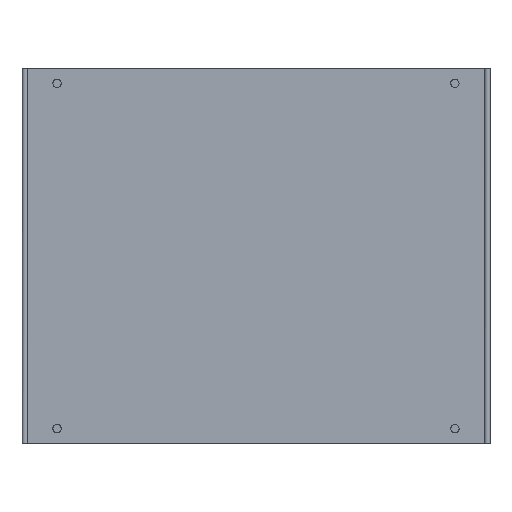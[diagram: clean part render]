
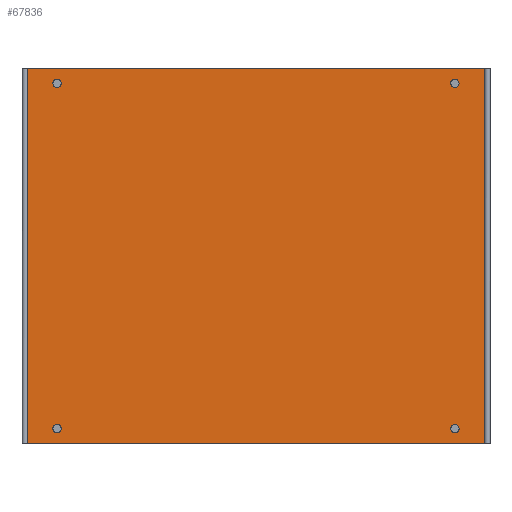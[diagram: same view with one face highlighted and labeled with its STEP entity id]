
A CAD part, left-side view. The second image highlights one B-rep face of the part: STEP entity #67836.
In plain terms, the highlighted free-form (B-spline) face has degree [1, 1] with [2, 2] control points.
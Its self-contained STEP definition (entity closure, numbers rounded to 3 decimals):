
#62208 = EDGE_CURVE('',#62209,#62209,#62211,.T.);
#62209 = VERTEX_POINT('',#62210);
#62210 = CARTESIAN_POINT('',(-349.538,206.065,
    -278.284));
#62211 = ( BOUNDED_CURVE() B_SPLINE_CURVE(2,(#62212,#62213,#62214,#62215
    ,#62216,#62217,#62218),.UNSPECIFIED.,.T.,.F.) 
B_SPLINE_CURVE_WITH_KNOTS((3,2,2,3),(3.142,5.236,
7.33,9.425),.PIECEWISE_BEZIER_KNOTS.) CURVE() 
GEOMETRIC_REPRESENTATION_ITEM() RATIONAL_B_SPLINE_CURVE((1.,0.5,1.,0.5,
1.,0.5,1.)) REPRESENTATION_ITEM('') );
#62212 = CARTESIAN_POINT('',(-349.538,206.065,
    -278.284));
#62213 = CARTESIAN_POINT('',(-349.538,195.73,
    -278.284));
#62214 = CARTESIAN_POINT('',(-349.538,200.897,
    -287.234));
#62215 = CARTESIAN_POINT('',(-349.538,206.065,
    -296.185));
#62216 = CARTESIAN_POINT('',(-349.538,211.233,
    -287.234));
#62217 = CARTESIAN_POINT('',(-349.538,216.4,
    -278.284));
#62218 = CARTESIAN_POINT('',(-349.538,206.065,
    -278.284));
#62260 = EDGE_CURVE('',#62261,#62261,#62263,.T.);
#62261 = VERTEX_POINT('',#62262);
#62262 = CARTESIAN_POINT('',(-349.538,-357.497,
    -278.284));
#62263 = ( BOUNDED_CURVE() B_SPLINE_CURVE(2,(#62264,#62265,#62266,#62267
    ,#62268,#62269,#62270),.UNSPECIFIED.,.T.,.F.) 
B_SPLINE_CURVE_WITH_KNOTS((3,2,2,3),(3.142,5.236,
7.33,9.425),.PIECEWISE_BEZIER_KNOTS.) CURVE() 
GEOMETRIC_REPRESENTATION_ITEM() RATIONAL_B_SPLINE_CURVE((1.,0.5,1.,0.5,
1.,0.5,1.)) REPRESENTATION_ITEM('') );
#62264 = CARTESIAN_POINT('',(-349.538,-357.497,
    -278.284));
#62265 = CARTESIAN_POINT('',(-349.538,-367.832,
    -278.284));
#62266 = CARTESIAN_POINT('',(-349.538,-362.665,
    -287.234));
#62267 = CARTESIAN_POINT('',(-349.538,-357.497,
    -296.185));
#62268 = CARTESIAN_POINT('',(-349.538,-352.329,
    -287.234));
#62269 = CARTESIAN_POINT('',(-349.538,-347.162,
    -278.284));
#62270 = CARTESIAN_POINT('',(-349.538,-357.497,
    -278.284));
#62312 = EDGE_CURVE('',#62313,#62313,#62315,.T.);
#62313 = VERTEX_POINT('',#62314);
#62314 = CARTESIAN_POINT('',(-349.538,206.065,
    211.021));
#62315 = ( BOUNDED_CURVE() B_SPLINE_CURVE(2,(#62316,#62317,#62318,#62319
    ,#62320,#62321,#62322),.UNSPECIFIED.,.T.,.F.) 
B_SPLINE_CURVE_WITH_KNOTS((3,2,2,3),(3.142,5.236,
7.33,9.425),.PIECEWISE_BEZIER_KNOTS.) CURVE() 
GEOMETRIC_REPRESENTATION_ITEM() RATIONAL_B_SPLINE_CURVE((1.,0.5,1.,0.5,
1.,0.5,1.)) REPRESENTATION_ITEM('') );
#62316 = CARTESIAN_POINT('',(-349.538,206.065,
    211.021));
#62317 = CARTESIAN_POINT('',(-349.538,195.73,
    211.021));
#62318 = CARTESIAN_POINT('',(-349.538,200.897,
    202.07));
#62319 = CARTESIAN_POINT('',(-349.538,206.065,
    193.119));
#62320 = CARTESIAN_POINT('',(-349.538,211.233,
    202.07));
#62321 = CARTESIAN_POINT('',(-349.538,216.4,
    211.021));
#62322 = CARTESIAN_POINT('',(-349.538,206.065,
    211.021));
#62364 = EDGE_CURVE('',#62365,#62365,#62367,.T.);
#62365 = VERTEX_POINT('',#62366);
#62366 = CARTESIAN_POINT('',(-349.538,-357.497,
    211.021));
#62367 = ( BOUNDED_CURVE() B_SPLINE_CURVE(2,(#62368,#62369,#62370,#62371
    ,#62372,#62373,#62374),.UNSPECIFIED.,.T.,.F.) 
B_SPLINE_CURVE_WITH_KNOTS((3,2,2,3),(3.142,5.236,
7.33,9.425),.PIECEWISE_BEZIER_KNOTS.) CURVE() 
GEOMETRIC_REPRESENTATION_ITEM() RATIONAL_B_SPLINE_CURVE((1.,0.5,1.,0.5,
1.,0.5,1.)) REPRESENTATION_ITEM('') );
#62368 = CARTESIAN_POINT('',(-349.538,-357.497,
    211.021));
#62369 = CARTESIAN_POINT('',(-349.538,-367.832,
    211.021));
#62370 = CARTESIAN_POINT('',(-349.538,-362.665,
    202.07));
#62371 = CARTESIAN_POINT('',(-349.538,-357.497,
    193.119));
#62372 = CARTESIAN_POINT('',(-349.538,-352.329,
    202.07));
#62373 = CARTESIAN_POINT('',(-349.538,-347.162,
    211.021));
#62374 = CARTESIAN_POINT('',(-349.538,-357.497,
    211.021));
#67813 = VERTEX_POINT('',#67814);
#67814 = CARTESIAN_POINT('',(-349.538,247.58,
    -304.804));
#67819 = EDGE_CURVE('',#67820,#67813,#67822,.T.);
#67820 = VERTEX_POINT('',#67821);
#67821 = CARTESIAN_POINT('',(-349.538,247.58,
    225.607));
#67822 = B_SPLINE_CURVE_WITH_KNOTS('',1,(#67823,#67824),.UNSPECIFIED.,
  .F.,.F.,(2,2),(0.,400.),.PIECEWISE_BEZIER_KNOTS.);
#67823 = CARTESIAN_POINT('',(-349.538,247.58,
    225.607));
#67824 = CARTESIAN_POINT('',(-349.538,247.58,
    -304.804));
#67836 = ADVANCED_FACE('',(#67837,#67859,#67862,#67865,#67868),#67871,
  .T.);
#67837 = FACE_BOUND('',#67838,.T.);
#67838 = EDGE_LOOP('',(#67839,#67846,#67853,#67858));
#67839 = ORIENTED_EDGE('',*,*,#67840,.T.);
#67840 = EDGE_CURVE('',#67813,#67841,#67843,.T.);
#67841 = VERTEX_POINT('',#67842);
#67842 = CARTESIAN_POINT('',(-349.538,-399.011,
    -304.804));
#67843 = B_SPLINE_CURVE_WITH_KNOTS('',1,(#67844,#67845),.UNSPECIFIED.,
  .F.,.F.,(2,2),(0.,487.615),
  .PIECEWISE_BEZIER_KNOTS.);
#67844 = CARTESIAN_POINT('',(-349.538,247.58,
    -304.804));
#67845 = CARTESIAN_POINT('',(-349.538,-399.011,
    -304.804));
#67846 = ORIENTED_EDGE('',*,*,#67847,.F.);
#67847 = EDGE_CURVE('',#67848,#67841,#67850,.T.);
#67848 = VERTEX_POINT('',#67849);
#67849 = CARTESIAN_POINT('',(-349.538,-399.011,
    225.607));
#67850 = B_SPLINE_CURVE_WITH_KNOTS('',1,(#67851,#67852),.UNSPECIFIED.,
  .F.,.F.,(2,2),(0.,400.),.PIECEWISE_BEZIER_KNOTS.);
#67851 = CARTESIAN_POINT('',(-349.538,-399.011,
    225.607));
#67852 = CARTESIAN_POINT('',(-349.538,-399.011,
    -304.804));
#67853 = ORIENTED_EDGE('',*,*,#67854,.T.);
#67854 = EDGE_CURVE('',#67848,#67820,#67855,.T.);
#67855 = B_SPLINE_CURVE_WITH_KNOTS('',1,(#67856,#67857),.UNSPECIFIED.,
  .F.,.F.,(2,2),(0.,487.615),.PIECEWISE_BEZIER_KNOTS.);
#67856 = CARTESIAN_POINT('',(-349.538,-399.011,
    225.607));
#67857 = CARTESIAN_POINT('',(-349.538,247.58,
    225.607));
#67858 = ORIENTED_EDGE('',*,*,#67819,.T.);
#67859 = FACE_BOUND('',#67860,.T.);
#67860 = EDGE_LOOP('',(#67861));
#67861 = ORIENTED_EDGE('',*,*,#62208,.T.);
#67862 = FACE_BOUND('',#67863,.T.);
#67863 = EDGE_LOOP('',(#67864));
#67864 = ORIENTED_EDGE('',*,*,#62260,.T.);
#67865 = FACE_BOUND('',#67866,.T.);
#67866 = EDGE_LOOP('',(#67867));
#67867 = ORIENTED_EDGE('',*,*,#62312,.T.);
#67868 = FACE_BOUND('',#67869,.T.);
#67869 = EDGE_LOOP('',(#67870));
#67870 = ORIENTED_EDGE('',*,*,#62364,.T.);
#67871 = B_SPLINE_SURFACE_WITH_KNOTS('',1,1,(
    (#67872,#67873)
    ,(#67874,#67875
    )),.UNSPECIFIED.,.F.,.F.,.F.,(2,2),(2,2),(-487.615,0.),(0.,
    400.),.PIECEWISE_BEZIER_KNOTS.);
#67872 = CARTESIAN_POINT('',(-349.538,-399.011,
    225.607));
#67873 = CARTESIAN_POINT('',(-349.538,-399.011,
    -304.804));
#67874 = CARTESIAN_POINT('',(-349.538,247.58,
    225.607));
#67875 = CARTESIAN_POINT('',(-349.538,247.58,
    -304.804));
